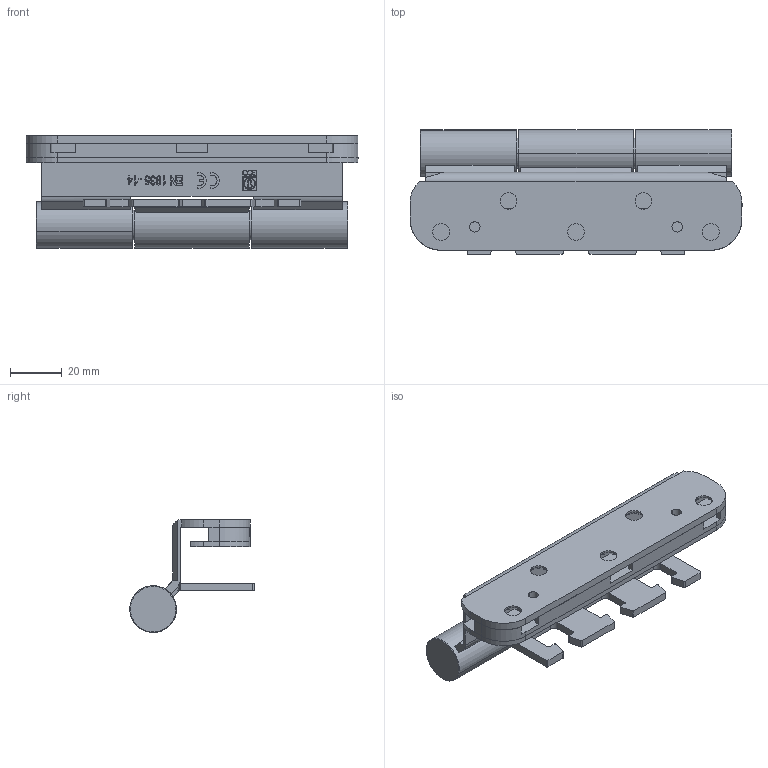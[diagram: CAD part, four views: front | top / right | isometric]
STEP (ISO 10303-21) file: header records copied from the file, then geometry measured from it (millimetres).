
FILE_DESCRIPTION (( 'STEP AP203' ), '1' );
FILE_NAME ('OBX-18-1532-120-LG_D042-24286.STEP', '2022-05-03T09:29:01', ( '' ), ( '' ), 'SwSTEP 2.0', 'SolidWorks 2020', '' );
FILE_SCHEMA (( 'CONFIG_CONTROL_DESIGN' ));
Length unit declared in the file: millimetre
Products named in the file (10): B01572; DIN5401-III; D043-26582; D046-14312; OBX-18-1532-120-LG_D042-24286; D043-24250; D043-24287; D046-26581; D044-24252; D044-14308
Assembly tree (13 placements, depth 2):
  OBX-18-1532-120-LG_D042-24286
    D043-24287
    D043-24250
    D044-14308  x2
    D044-24252
    B01572  x2
    D046-14312  x2
    DIN5401-III  x2
    D046-26581
    D043-26582
Bounding box: 128 x 48 x 43.5 mm (x, y, z)
Volume: 65053.7 mm3; surface area: 46033.7 mm2
Topology: 13 solids, 13 shells, 569 faces, 1457 edges, 959 vertices
Faces by surface type: plane 301, cylinder 163, bspline 55, cone 34, sphere 12, torus 4
Entity records: 19930 total; most frequent: CARTESIAN_POINT 6025, ORIENTED_EDGE 2704, DIRECTION 2506, EDGE_CURVE 1352, LINE 894, VECTOR 894, VERTEX_POINT 891, AXIS2_PLACEMENT_3D 806
